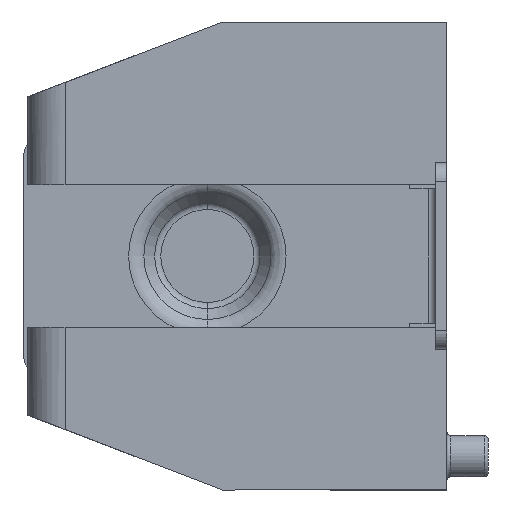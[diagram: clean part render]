
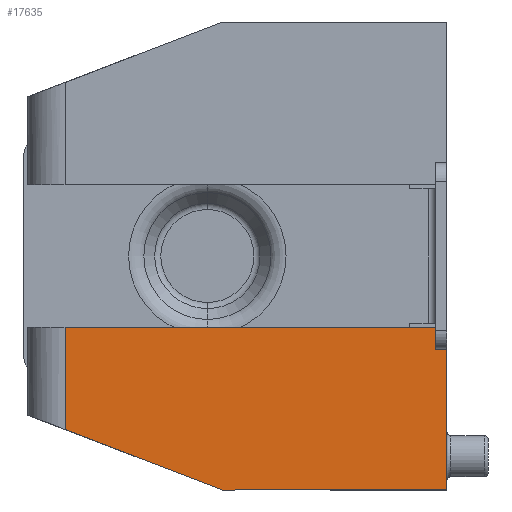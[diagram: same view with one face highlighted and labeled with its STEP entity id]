
A CAD part, left-side view. The second image highlights one B-rep face of the part: STEP entity #17635.
In plain terms, the highlighted planar face has unit normal (-1, 0, 0).
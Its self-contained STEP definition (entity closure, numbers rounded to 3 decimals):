
#11 = CARTESIAN_POINT ( 'NONE',  ( -27.2, 0., -6.25 ) ) ;
#80 = FACE_OUTER_BOUND ( 'NONE', #10473, .T. ) ;
#459 = VECTOR ( 'NONE', #1627, 1000. ) ;
#517 = EDGE_CURVE ( 'NONE', #5964, #4071, #18921, .T. ) ;
#1394 = DIRECTION ( 'NONE',  ( 0., -0.933, -0.359 ) ) ;
#1627 = DIRECTION ( 'NONE',  ( 0., 0., -1. ) ) ;
#2577 = VECTOR ( 'NONE', #12767, 1000. ) ;
#3112 = EDGE_CURVE ( 'NONE', #4071, #21440, #22812, .T. ) ;
#4071 = VERTEX_POINT ( 'NONE', #20357 ) ;
#4492 = PLANE ( 'NONE',  #19772 ) ;
#4957 = EDGE_CURVE ( 'NONE', #8027, #5964, #21235, .T. ) ;
#5337 = CARTESIAN_POINT ( 'NONE',  ( -27.2, 11.2, -6.25 ) ) ;
#5855 = CARTESIAN_POINT ( 'NONE',  ( -27.2, 6., -6.25 ) ) ;
#5964 = VERTEX_POINT ( 'NONE', #20412 ) ;
#8027 = VERTEX_POINT ( 'NONE', #20804 ) ;
#8144 = DIRECTION ( 'NONE',  ( 0., 0., -1. ) ) ;
#8324 = VERTEX_POINT ( 'NONE', #11 ) ;
#8889 = ORIENTED_EDGE ( 'NONE', *, *, #517, .T. ) ;
#10270 = ORIENTED_EDGE ( 'NONE', *, *, #3112, .T. ) ;
#10473 = EDGE_LOOP ( 'NONE', ( #22923, #8889, #10270, #11095, #18424 ) ) ;
#11095 = ORIENTED_EDGE ( 'NONE', *, *, #20703, .T. ) ;
#11325 = DIRECTION ( 'NONE',  ( 0., 0., 1. ) ) ;
#12471 = CARTESIAN_POINT ( 'NONE',  ( -27.2, 10.2, -4.25 ) ) ;
#12767 = DIRECTION ( 'NONE',  ( 0., -1., 0. ) ) ;
#14988 = DIRECTION ( 'NONE',  ( 0., 1., 0. ) ) ;
#16002 = VECTOR ( 'NONE', #1394, 1000. ) ;
#16163 = LINE ( 'NONE', #5337, #2577 ) ;
#16849 = EDGE_CURVE ( 'NONE', #8324, #8027, #21934, .T. ) ;
#17151 = CARTESIAN_POINT ( 'NONE',  ( -27.2, 11.2, -6.25 ) ) ;
#17635 = ADVANCED_FACE ( 'NONE', ( #80 ), #4492, .F. ) ;
#18424 = ORIENTED_EDGE ( 'NONE', *, *, #16849, .T. ) ;
#18470 = CARTESIAN_POINT ( 'NONE',  ( -27.2, 0., -6.25 ) ) ;
#18921 = LINE ( 'NONE', #12471, #459 ) ;
#18999 = DIRECTION ( 'NONE',  ( 1., 0., 0. ) ) ;
#19415 = VECTOR ( 'NONE', #11325, 1000. ) ;
#19772 = AXIS2_PLACEMENT_3D ( 'NONE', #17151, #18999, #8144 ) ;
#20357 = CARTESIAN_POINT ( 'NONE',  ( -27.2, 10.2, -4.635 ) ) ;
#20412 = CARTESIAN_POINT ( 'NONE',  ( -27.2, 10.2, -1.9 ) ) ;
#20697 = CARTESIAN_POINT ( 'NONE',  ( -27.2, -7.606, -1.9 ) ) ;
#20703 = EDGE_CURVE ( 'NONE', #21440, #8324, #16163, .T. ) ;
#20804 = CARTESIAN_POINT ( 'NONE',  ( -27.2, 0., -1.9 ) ) ;
#21235 = LINE ( 'NONE', #20697, #21488 ) ;
#21357 = CARTESIAN_POINT ( 'NONE',  ( -27.2, 11.2, -4.25 ) ) ;
#21440 = VERTEX_POINT ( 'NONE', #5855 ) ;
#21488 = VECTOR ( 'NONE', #14988, 1000. ) ;
#21934 = LINE ( 'NONE', #18470, #19415 ) ;
#22812 = LINE ( 'NONE', #21357, #16002 ) ;
#22923 = ORIENTED_EDGE ( 'NONE', *, *, #4957, .T. ) ;
